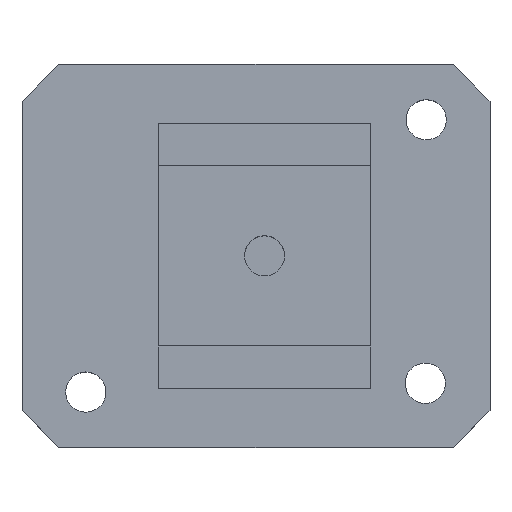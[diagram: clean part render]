
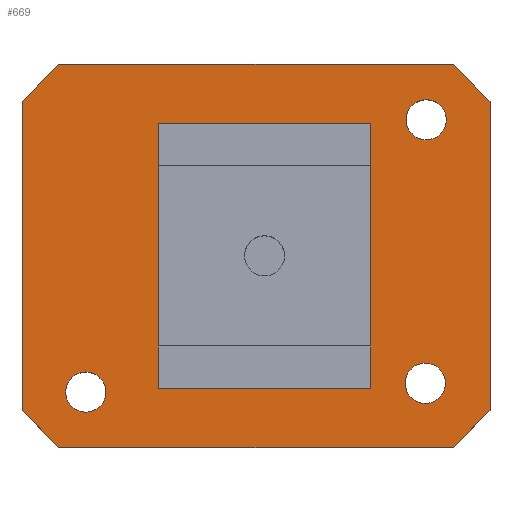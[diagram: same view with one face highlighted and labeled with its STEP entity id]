
A CAD part, top view. The second image highlights one B-rep face of the part: STEP entity #669.
In plain terms, the highlighted planar face has unit normal (0, 0, 1).
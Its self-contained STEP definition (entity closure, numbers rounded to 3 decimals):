
#104=CARTESIAN_POINT('',(-5.334,-4.064,1.65));
#105=DIRECTION('',(0.,0.,1.));
#106=DIRECTION('',(1.,0.,0.));
#107=AXIS2_PLACEMENT_3D('',#104,#105,#106);
#109=CARTESIAN_POINT('',(-5.334,-4.064,1.65));
#110=DIRECTION('',(0.,0.,1.));
#111=DIRECTION('',(-1.,0.,0.));
#112=AXIS2_PLACEMENT_3D('',#109,#110,#111);
#114=CARTESIAN_POINT('',(4.826,4.064,1.65));
#115=DIRECTION('',(0.,0.,-1.));
#116=DIRECTION('',(-1.,0.,0.));
#117=AXIS2_PLACEMENT_3D('',#114,#115,#116);
#119=CARTESIAN_POINT('',(4.826,4.064,1.65));
#120=DIRECTION('',(0.,0.,-1.));
#121=DIRECTION('',(1.,0.,0.));
#122=AXIS2_PLACEMENT_3D('',#119,#120,#121);
#124=CARTESIAN_POINT('',(4.8,-3.8,1.65));
#125=DIRECTION('',(0.,0.,-1.));
#126=DIRECTION('',(-1.,0.,0.));
#127=AXIS2_PLACEMENT_3D('',#124,#125,#126);
#129=CARTESIAN_POINT('',(4.8,-3.8,1.65));
#130=DIRECTION('',(0.,0.,-1.));
#131=DIRECTION('',(1.,0.,0.));
#132=AXIS2_PLACEMENT_3D('',#129,#130,#131);
#134=DIRECTION('',(-0.707,0.707,0.));
#135=VECTOR('',#134,1.556);
#136=CARTESIAN_POINT('',(6.731,4.615,1.65));
#137=LINE('',#136,#135);
#138=DIRECTION('',(0.,1.,0.));
#139=VECTOR('',#138,9.23);
#140=CARTESIAN_POINT('',(6.731,-4.615,1.65));
#141=LINE('',#140,#139);
#142=DIRECTION('',(0.707,0.707,0.));
#143=VECTOR('',#142,1.556);
#144=CARTESIAN_POINT('',(5.631,-5.715,1.65));
#145=LINE('',#144,#143);
#146=DIRECTION('',(1.,0.,0.));
#147=VECTOR('',#146,11.77);
#148=CARTESIAN_POINT('',(-6.139,-5.715,1.65));
#149=LINE('',#148,#147);
#150=DIRECTION('',(0.707,-0.707,0.));
#151=VECTOR('',#150,1.556);
#152=CARTESIAN_POINT('',(-7.239,-4.615,1.65));
#153=LINE('',#152,#151);
#154=DIRECTION('',(0.,-1.,0.));
#155=VECTOR('',#154,9.23);
#156=CARTESIAN_POINT('',(-7.239,4.615,1.65));
#157=LINE('',#156,#155);
#158=DIRECTION('',(-0.707,-0.707,0.));
#159=VECTOR('',#158,1.556);
#160=CARTESIAN_POINT('',(-6.139,5.715,1.65));
#161=LINE('',#160,#159);
#162=DIRECTION('',(-1.,0.,0.));
#163=VECTOR('',#162,11.77);
#164=CARTESIAN_POINT('',(5.631,5.715,1.65));
#165=LINE('',#164,#163);
#166=DIRECTION('',(-1.,0.,0.));
#167=VECTOR('',#166,6.33);
#168=CARTESIAN_POINT('',(3.165,3.95,1.65));
#169=LINE('',#168,#167);
#170=DIRECTION('',(1.,0.,0.));
#171=VECTOR('',#170,6.33);
#172=CARTESIAN_POINT('',(-3.165,-3.95,1.65));
#173=LINE('',#172,#171);
#222=DIRECTION('',(0.,-1.,0.));
#223=VECTOR('',#222,7.9);
#224=CARTESIAN_POINT('',(3.165,3.95,1.65));
#225=LINE('',#224,#223);
#274=DIRECTION('',(0.,1.,0.));
#275=VECTOR('',#274,7.9);
#276=CARTESIAN_POINT('',(-3.165,-3.95,1.65));
#277=LINE('',#276,#275);
#403=CARTESIAN_POINT('',(-4.734,-4.064,1.65));
#405=VERTEX_POINT('',#403);
#407=CARTESIAN_POINT('',(-5.934,-4.064,1.65));
#409=VERTEX_POINT('',#407);
#414=CARTESIAN_POINT('',(4.226,4.064,1.65));
#415=CARTESIAN_POINT('',(5.426,4.064,1.65));
#416=VERTEX_POINT('',#414);
#417=VERTEX_POINT('',#415);
#422=CARTESIAN_POINT('',(6.731,4.615,1.65));
#423=VERTEX_POINT('',#422);
#424=CARTESIAN_POINT('',(5.631,5.715,1.65));
#425=VERTEX_POINT('',#424);
#430=CARTESIAN_POINT('',(5.631,-5.715,1.65));
#431=VERTEX_POINT('',#430);
#432=CARTESIAN_POINT('',(6.731,-4.615,1.65));
#433=VERTEX_POINT('',#432);
#438=CARTESIAN_POINT('',(-7.239,-4.615,1.65));
#439=VERTEX_POINT('',#438);
#440=CARTESIAN_POINT('',(-6.139,-5.715,1.65));
#441=VERTEX_POINT('',#440);
#446=CARTESIAN_POINT('',(-6.139,5.715,1.65));
#447=VERTEX_POINT('',#446);
#448=CARTESIAN_POINT('',(-7.239,4.615,1.65));
#449=VERTEX_POINT('',#448);
#454=CARTESIAN_POINT('',(4.2,-3.8,1.65));
#455=CARTESIAN_POINT('',(5.4,-3.8,1.65));
#456=VERTEX_POINT('',#454);
#457=VERTEX_POINT('',#455);
#474=CARTESIAN_POINT('',(3.165,3.95,1.65));
#475=CARTESIAN_POINT('',(-3.165,3.95,1.65));
#476=VERTEX_POINT('',#474);
#477=VERTEX_POINT('',#475);
#478=CARTESIAN_POINT('',(-3.165,-3.95,1.65));
#479=CARTESIAN_POINT('',(3.165,-3.95,1.65));
#480=VERTEX_POINT('',#478);
#481=VERTEX_POINT('',#479);
#620=CARTESIAN_POINT('',(0.,0.,1.65));
#621=DIRECTION('',(0.,0.,1.));
#622=DIRECTION('',(1.,0.,0.));
#623=AXIS2_PLACEMENT_3D('',#620,#621,#622);
#624=PLANE('',#623);
#626=ORIENTED_EDGE('',*,*,#625,.F.);
#628=ORIENTED_EDGE('',*,*,#627,.F.);
#630=ORIENTED_EDGE('',*,*,#629,.F.);
#632=ORIENTED_EDGE('',*,*,#631,.F.);
#634=ORIENTED_EDGE('',*,*,#633,.F.);
#636=ORIENTED_EDGE('',*,*,#635,.F.);
#638=ORIENTED_EDGE('',*,*,#637,.F.);
#640=ORIENTED_EDGE('',*,*,#639,.F.);
#641=EDGE_LOOP('',(#626,#628,#630,#632,#634,#636,#638,#640));
#642=FACE_OUTER_BOUND('',#641,.F.);
#644=ORIENTED_EDGE('',*,*,#643,.F.);
#646=ORIENTED_EDGE('',*,*,#645,.F.);
#647=EDGE_LOOP('',(#644,#646));
#648=FACE_BOUND('',#647,.F.);
#650=ORIENTED_EDGE('',*,*,#649,.F.);
#652=ORIENTED_EDGE('',*,*,#651,.F.);
#653=EDGE_LOOP('',(#650,#652));
#654=FACE_BOUND('',#653,.F.);
#655=ORIENTED_EDGE('',*,*,#602,.T.);
#656=ORIENTED_EDGE('',*,*,#613,.T.);
#657=EDGE_LOOP('',(#655,#656));
#658=FACE_BOUND('',#657,.F.);
#660=ORIENTED_EDGE('',*,*,#659,.F.);
#662=ORIENTED_EDGE('',*,*,#661,.T.);
#664=ORIENTED_EDGE('',*,*,#663,.F.);
#666=ORIENTED_EDGE('',*,*,#665,.T.);
#667=EDGE_LOOP('',(#660,#662,#664,#666));
#668=FACE_BOUND('',#667,.F.);
#669=ADVANCED_FACE('',(#642,#648,#654,#658,#668),#624,.T.);
#108=CIRCLE('',#107,0.6);
#113=CIRCLE('',#112,0.6);
#118=CIRCLE('',#117,0.6);
#123=CIRCLE('',#122,0.6);
#128=CIRCLE('',#127,0.6);
#133=CIRCLE('',#132,0.6);
#602=EDGE_CURVE('',#405,#409,#108,.T.);
#613=EDGE_CURVE('',#409,#405,#113,.T.);
#625=EDGE_CURVE('',#423,#425,#137,.T.);
#627=EDGE_CURVE('',#433,#423,#141,.T.);
#629=EDGE_CURVE('',#431,#433,#145,.T.);
#631=EDGE_CURVE('',#441,#431,#149,.T.);
#633=EDGE_CURVE('',#439,#441,#153,.T.);
#635=EDGE_CURVE('',#449,#439,#157,.T.);
#637=EDGE_CURVE('',#447,#449,#161,.T.);
#639=EDGE_CURVE('',#425,#447,#165,.T.);
#643=EDGE_CURVE('',#416,#417,#118,.T.);
#645=EDGE_CURVE('',#417,#416,#123,.T.);
#649=EDGE_CURVE('',#456,#457,#128,.T.);
#651=EDGE_CURVE('',#457,#456,#133,.T.);
#659=EDGE_CURVE('',#476,#481,#225,.T.);
#661=EDGE_CURVE('',#476,#477,#169,.T.);
#663=EDGE_CURVE('',#480,#477,#277,.T.);
#665=EDGE_CURVE('',#480,#481,#173,.T.);
